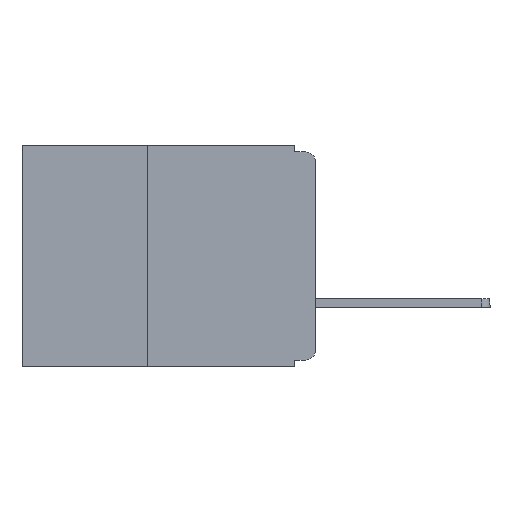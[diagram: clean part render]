
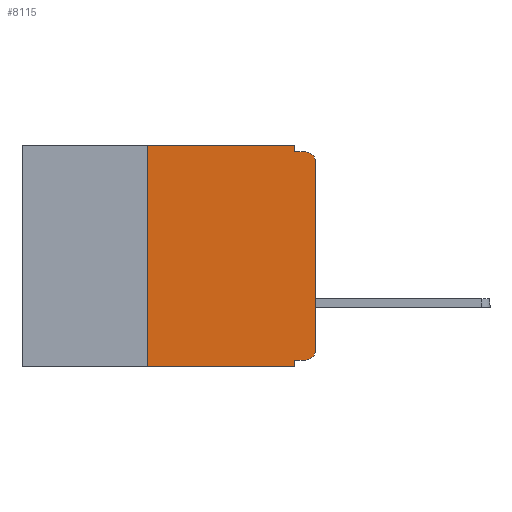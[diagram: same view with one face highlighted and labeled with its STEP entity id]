
A CAD part, left-side view. The second image highlights one B-rep face of the part: STEP entity #8115.
In plain terms, the highlighted planar face has unit normal (-1, 0, 0).
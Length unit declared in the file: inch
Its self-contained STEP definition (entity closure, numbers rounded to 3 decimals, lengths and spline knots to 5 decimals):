
#23 = VECTOR ( 'NONE', #25535, 39.37008 ) ;
#142 = CARTESIAN_POINT ( 'NONE',  ( 0., 0.031, -0.01 ) ) ;
#255 = ORIENTED_EDGE ( 'NONE', *, *, #28803, .T. ) ;
#340 = FACE_OUTER_BOUND ( 'NONE', #13237, .T. ) ;
#344 = EDGE_CURVE ( 'NONE', #2952, #19211, #6526, .T. ) ;
#1382 = LINE ( 'NONE', #20316, #19223 ) ;
#1407 = ORIENTED_EDGE ( 'NONE', *, *, #9542, .T. ) ;
#1851 = EDGE_CURVE ( 'NONE', #6084, #8552, #25862, .T. ) ;
#2952 = VERTEX_POINT ( 'NONE', #29809 ) ;
#3008 = VERTEX_POINT ( 'NONE', #20296 ) ;
#3053 = ORIENTED_EDGE ( 'NONE', *, *, #1851, .F. ) ;
#3296 = CARTESIAN_POINT ( 'NONE',  ( 0., 0.031, 0. ) ) ;
#3487 = DIRECTION ( 'NONE',  ( 0., 0., 1. ) ) ;
#3640 = DIRECTION ( 'NONE',  ( -1., 0., 0. ) ) ;
#3868 = CARTESIAN_POINT ( 'NONE',  ( 0., 0.031, 0. ) ) ;
#3875 = VERTEX_POINT ( 'NONE', #14211 ) ;
#4051 = CARTESIAN_POINT ( 'NONE',  ( 0., 0.015, -0.305 ) ) ;
#5306 = EDGE_CURVE ( 'NONE', #13057, #15133, #14833, .T. ) ;
#5589 = VECTOR ( 'NONE', #28456, 39.37008 ) ;
#5751 = VECTOR ( 'NONE', #3487, 39.37008 ) ;
#5779 = LINE ( 'NONE', #11161, #23 ) ;
#6084 = VERTEX_POINT ( 'NONE', #3296 ) ;
#6499 = LINE ( 'NONE', #12414, #26422 ) ;
#6505 = DIRECTION ( 'NONE',  ( 0., 0., -1. ) ) ;
#6526 = LINE ( 'NONE', #26358, #5751 ) ;
#7157 = ORIENTED_EDGE ( 'NONE', *, *, #7903, .F. ) ;
#7443 = CARTESIAN_POINT ( 'NONE',  ( 0., 0., -0.025 ) ) ;
#7733 = ORIENTED_EDGE ( 'NONE', *, *, #21714, .F. ) ;
#7903 = EDGE_CURVE ( 'NONE', #18913, #13057, #6499, .T. ) ;
#8115 = ADVANCED_FACE ( 'NONE', ( #340 ), #8598, .F. ) ;
#8426 = VECTOR ( 'NONE', #14577, 39.37008 ) ;
#8494 = DIRECTION ( 'NONE',  ( 0., 0., -1. ) ) ;
#8552 = VERTEX_POINT ( 'NONE', #142 ) ;
#8590 = DIRECTION ( 'NONE',  ( 1., 0., 0. ) ) ;
#8598 = PLANE ( 'NONE',  #16722 ) ;
#8697 = CARTESIAN_POINT ( 'NONE',  ( 0., 0.437, 0. ) ) ;
#9542 = EDGE_CURVE ( 'NONE', #10505, #15133, #1382, .T. ) ;
#10505 = VERTEX_POINT ( 'NONE', #19604 ) ;
#10660 = EDGE_CURVE ( 'NONE', #10505, #3008, #12031, .T. ) ;
#11161 = CARTESIAN_POINT ( 'NONE',  ( 0., 0.437, 0. ) ) ;
#11217 = CARTESIAN_POINT ( 'NONE',  ( 0., 0.031, -0.32 ) ) ;
#11492 = CIRCLE ( 'NONE', #14429, 0.015 ) ;
#11717 = DIRECTION ( 'NONE',  ( 0., -1., 0. ) ) ;
#12031 = LINE ( 'NONE', #28580, #5589 ) ;
#12414 = CARTESIAN_POINT ( 'NONE',  ( 0., 0., -0.32 ) ) ;
#12493 = DIRECTION ( 'NONE',  ( 0., 1., 0. ) ) ;
#13057 = VERTEX_POINT ( 'NONE', #11217 ) ;
#13117 = VECTOR ( 'NONE', #27691, 39.37008 ) ;
#13237 = EDGE_LOOP ( 'NONE', ( #23620, #255, #27853, #3053, #7733, #20343, #1407, #25537, #7157, #19619 ) ) ;
#14211 = CARTESIAN_POINT ( 'NONE',  ( 0., 0.015, -0.01 ) ) ;
#14429 = AXIS2_PLACEMENT_3D ( 'NONE', #18133, #3640, #20535 ) ;
#14577 = DIRECTION ( 'NONE',  ( 0., 0., -1. ) ) ;
#14705 = CARTESIAN_POINT ( 'NONE',  ( 0., 0.031, -0.33 ) ) ;
#14833 = LINE ( 'NONE', #14705, #8426 ) ;
#15124 = EDGE_CURVE ( 'NONE', #18913, #2952, #16970, .T. ) ;
#15133 = VERTEX_POINT ( 'NONE', #23315 ) ;
#16722 = AXIS2_PLACEMENT_3D ( 'NONE', #8697, #8590, #8494 ) ;
#16970 = CIRCLE ( 'NONE', #29580, 0.015 ) ;
#18133 = CARTESIAN_POINT ( 'NONE',  ( 0., 0.015, -0.025 ) ) ;
#18913 = VERTEX_POINT ( 'NONE', #29680 ) ;
#19211 = VERTEX_POINT ( 'NONE', #7443 ) ;
#19223 = VECTOR ( 'NONE', #20416, 39.37008 ) ;
#19604 = CARTESIAN_POINT ( 'NONE',  ( 0., 0.25, -0.33 ) ) ;
#19619 = ORIENTED_EDGE ( 'NONE', *, *, #15124, .T. ) ;
#20018 = EDGE_CURVE ( 'NONE', #8552, #3875, #25074, .T. ) ;
#20296 = CARTESIAN_POINT ( 'NONE',  ( 0., 0.25, 0. ) ) ;
#20316 = CARTESIAN_POINT ( 'NONE',  ( 0., 0.437, -0.33 ) ) ;
#20343 = ORIENTED_EDGE ( 'NONE', *, *, #10660, .F. ) ;
#20416 = DIRECTION ( 'NONE',  ( 0., -1., 0. ) ) ;
#20535 = DIRECTION ( 'NONE',  ( 0., 0., -1. ) ) ;
#20944 = DIRECTION ( 'NONE',  ( -1., 0., 0. ) ) ;
#21259 = CARTESIAN_POINT ( 'NONE',  ( 0., 0., -0.01 ) ) ;
#21714 = EDGE_CURVE ( 'NONE', #3008, #6084, #5779, .T. ) ;
#23315 = CARTESIAN_POINT ( 'NONE',  ( 0., 0.031, -0.33 ) ) ;
#23620 = ORIENTED_EDGE ( 'NONE', *, *, #344, .T. ) ;
#24341 = VECTOR ( 'NONE', #11717, 39.37008 ) ;
#25074 = LINE ( 'NONE', #21259, #24341 ) ;
#25535 = DIRECTION ( 'NONE',  ( 0., -1., 0. ) ) ;
#25537 = ORIENTED_EDGE ( 'NONE', *, *, #5306, .F. ) ;
#25862 = LINE ( 'NONE', #3868, #13117 ) ;
#26358 = CARTESIAN_POINT ( 'NONE',  ( 0., 0., 0. ) ) ;
#26422 = VECTOR ( 'NONE', #12493, 39.37008 ) ;
#27691 = DIRECTION ( 'NONE',  ( 0., 0., -1. ) ) ;
#27853 = ORIENTED_EDGE ( 'NONE', *, *, #20018, .F. ) ;
#28456 = DIRECTION ( 'NONE',  ( 0., 0., 1. ) ) ;
#28580 = CARTESIAN_POINT ( 'NONE',  ( 0., 0.25, -0.33 ) ) ;
#28803 = EDGE_CURVE ( 'NONE', #19211, #3875, #11492, .T. ) ;
#29580 = AXIS2_PLACEMENT_3D ( 'NONE', #4051, #20944, #6505 ) ;
#29680 = CARTESIAN_POINT ( 'NONE',  ( 0., 0.015, -0.32 ) ) ;
#29809 = CARTESIAN_POINT ( 'NONE',  ( 0., 0., -0.305 ) ) ;
